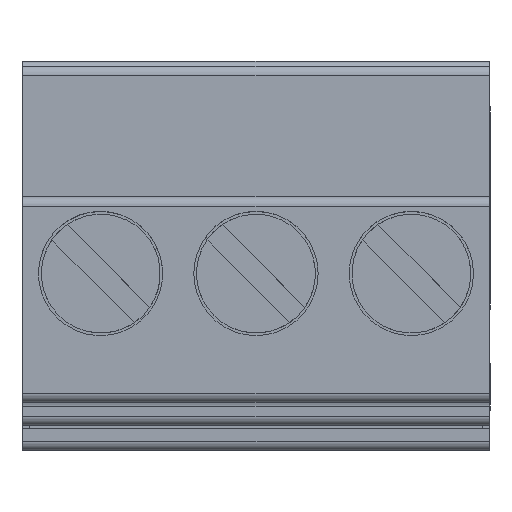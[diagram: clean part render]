
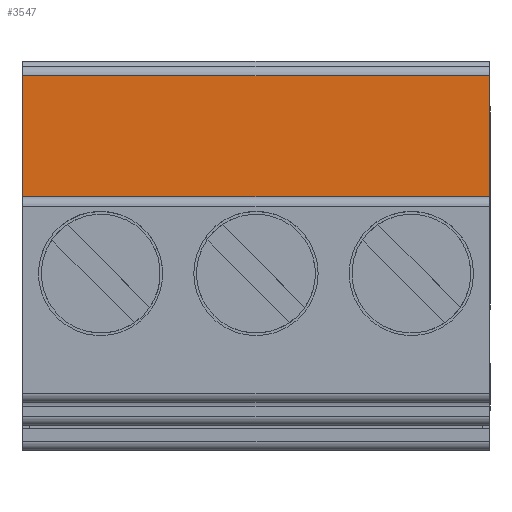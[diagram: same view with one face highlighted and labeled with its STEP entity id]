
A CAD part, top view. The second image highlights one B-rep face of the part: STEP entity #3547.
In plain terms, the highlighted planar face has unit normal (0, 0, 1).
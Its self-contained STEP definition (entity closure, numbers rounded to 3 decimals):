
#3547=ADVANCED_FACE('',(#9445),#9446,.T.);
#4721=EDGE_CURVE('',#11228,#11225,#11229,.T.);
#4975=EDGE_CURVE('',#11615,#11616,#11617,.T.);
#5035=EDGE_CURVE('',#11225,#11616,#11696,.T.);
#9445=FACE_OUTER_BOUND('',#17144,.T.);
#9446=PLANE('',#17145);
#11225=VERTEX_POINT('',#19809);
#11228=VERTEX_POINT('',#19813);
#11229=LINE('',#19814,#19815);
#11615=VERTEX_POINT('',#20422);
#11616=VERTEX_POINT('',#20423);
#11617=LINE('',#20424,#20425);
#11696=LINE('',#20558,#20559);
#17144=EDGE_LOOP('',(#32646,#32647,#32648,#32649));
#17145=AXIS2_PLACEMENT_3D('',#32650,#32651,#32652);
#19809=CARTESIAN_POINT('',(-0.005,12.04,16.94));
#19813=CARTESIAN_POINT('',(14.992,12.04,16.94));
#19814=CARTESIAN_POINT('',(10.067,12.04,16.94));
#19815=VECTOR('',#37648,1.0);
#20422=CARTESIAN_POINT('',(14.992,8.14,16.94));
#20423=CARTESIAN_POINT('',(-0.005,8.14,16.94));
#20424=CARTESIAN_POINT('',(2.495,8.14,16.94));
#20425=VECTOR('',#37839,1.0);
#20558=CARTESIAN_POINT('',(-0.005,12.04,16.94));
#20559=VECTOR('',#37879,1.0);
#32646=ORIENTED_EDGE('',*,*,#4975,.F.);
#32647=ORIENTED_EDGE('',*,*,#39967,.F.);
#32648=ORIENTED_EDGE('',*,*,#4721,.T.);
#32649=ORIENTED_EDGE('',*,*,#5035,.T.);
#32650=CARTESIAN_POINT('',(2.558,8.042,16.94));
#32651=DIRECTION('',(0.0,0.,1.0));
#32652=DIRECTION('',(0.0,-1.0,0.));
#37648=DIRECTION('',(-1.0,0.,0.));
#37839=DIRECTION('',(-1.0,0.,0.));
#37879=DIRECTION('',(0.,-1.0,0.));
#39967=EDGE_CURVE('',#11228,#11615,#42077,.T.);
#42077=LINE('',#45349,#45350);
#45349=CARTESIAN_POINT('',(14.992,12.04,16.94));
#45350=VECTOR('',#47983,1.0);
#47983=DIRECTION('',(0.,-1.0,0.));
